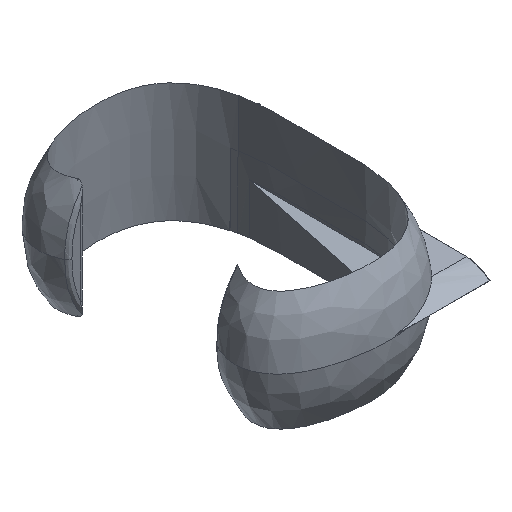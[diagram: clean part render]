
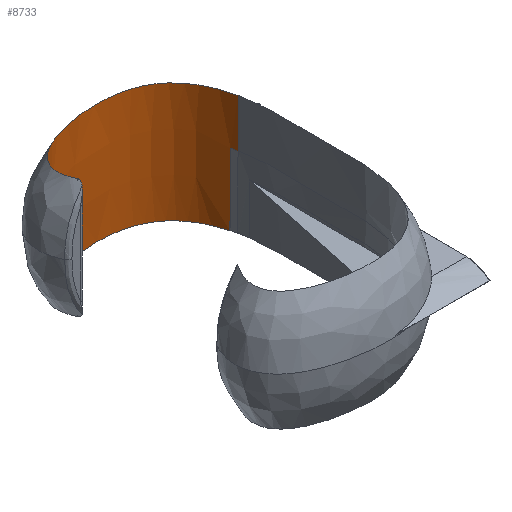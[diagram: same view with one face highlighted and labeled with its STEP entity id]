
A CAD part, isometric view. The second image highlights one B-rep face of the part: STEP entity #8733.
In plain terms, the highlighted free-form (B-spline) face has degree [3, 3] with [4, 12] control points.
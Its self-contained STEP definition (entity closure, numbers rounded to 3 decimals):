
#472=LINE('',#20542,#969);
#969=VECTOR('',#10627,10.);
#1800=FACE_OUTER_BOUND('',#2335,.T.);
#2335=EDGE_LOOP('',(#7629,#7630,#7631,#7632,#7633,#7634));
#2620=B_SPLINE_CURVE_WITH_KNOTS('',3,(#11587,#11588,#11589,#11590),
 .UNSPECIFIED.,.F.,.F.,(4,4),(0.,2.4),
 .UNSPECIFIED.);
#2628=B_SPLINE_CURVE_WITH_KNOTS('',3,(#11818,#11819,#11820,#11821,#11822,
#11823,#11824,#11825,#11826,#11827,#11828,#11829),.UNSPECIFIED.,.F.,.F.,
(4,1,1,1,1,1,1,1,1,4),(0.,0.05,0.1,0.151,
0.201,0.251,0.276,0.301,
0.326,0.351),.UNSPECIFIED.);
#3129=B_SPLINE_CURVE_WITH_KNOTS('',3,(#20365,#20366,#20367,#20368,#20369,
#20370,#20371,#20372,#20373,#20374,#20375,#20376,#20377,#20378,#20379,#20380,
#20381,#20382),.UNSPECIFIED.,.F.,.F.,(4,1,1,1,1,1,1,1,1,1,1,1,1,1,1,4),
(0.01,0.052,0.077,0.103,
0.116,0.129,0.155,0.206,
0.232,0.258,0.27,0.283,
0.296,0.309,0.335,0.351),
 .UNSPECIFIED.);
#3130=B_SPLINE_CURVE_WITH_KNOTS('',3,(#20422,#20423,#20424,#20425),
 .UNSPECIFIED.,.F.,.F.,(4,4),(0.,0.127),.UNSPECIFIED.);
#3133=B_SPLINE_CURVE_WITH_KNOTS('',3,(#20488,#20489,#20490,#20491,#20492,
#20493),.UNSPECIFIED.,.F.,.F.,(4,2,4),(0.,1.2,1.438),
 .UNSPECIFIED.);
#3279=VERTEX_POINT('',#11554);
#3280=VERTEX_POINT('',#11586);
#3284=VERTEX_POINT('',#11817);
#3954=VERTEX_POINT('',#20360);
#3955=VERTEX_POINT('',#20419);
#3956=VERTEX_POINT('',#20421);
#4100=EDGE_CURVE('',#3279,#3280,#2620,.T.);
#4108=EDGE_CURVE('',#3284,#3280,#2628,.T.);
#5195=EDGE_CURVE('',#3954,#3279,#3129,.T.);
#5197=EDGE_CURVE('',#3955,#3956,#3130,.T.);
#5203=EDGE_CURVE('',#3954,#3956,#3133,.T.);
#5204=EDGE_CURVE('',#3284,#3955,#472,.T.);
#7629=ORIENTED_EDGE('',*,*,#4100,.F.);
#7630=ORIENTED_EDGE('',*,*,#5195,.F.);
#7631=ORIENTED_EDGE('',*,*,#5203,.T.);
#7632=ORIENTED_EDGE('',*,*,#5197,.F.);
#7633=ORIENTED_EDGE('',*,*,#5204,.F.);
#7634=ORIENTED_EDGE('',*,*,#4108,.T.);
#8259=B_SPLINE_SURFACE_WITH_KNOTS('',3,3,((#20494,#20495,#20496,#20497,
#20498,#20499,#20500,#20501,#20502,#20503,#20504,#20505),(#20506,#20507,
#20508,#20509,#20510,#20511,#20512,#20513,#20514,#20515,#20516,#20517),
(#20518,#20519,#20520,#20521,#20522,#20523,#20524,#20525,#20526,#20527,
#20528,#20529),(#20530,#20531,#20532,#20533,#20534,#20535,#20536,#20537,
#20538,#20539,#20540,#20541)),.UNSPECIFIED.,.F.,.F.,.F.,(4,4),(4,1,1,1,
1,1,1,1,1,4),(-1.2,1.2),(0.,0.05,
0.1,0.151,0.201,0.251,
0.276,0.301,0.326,0.351),
 .UNSPECIFIED.);
#8733=ADVANCED_FACE('',(#1800),#8259,.T.);
#10627=DIRECTION('',(0.,0.,-1.));
#11554=CARTESIAN_POINT('',(-13.645,6.563,-12.));
#11586=CARTESIAN_POINT('',(-13.645,6.563,12.));
#11587=CARTESIAN_POINT('Ctrl Pts',(-13.645,6.563,-12.));
#11588=CARTESIAN_POINT('Ctrl Pts',(-13.645,6.563,-4.));
#11589=CARTESIAN_POINT('Ctrl Pts',(-13.645,6.563,4.));
#11590=CARTESIAN_POINT('Ctrl Pts',(-13.645,6.563,12.));
#11817=CARTESIAN_POINT('',(16.923,4.908,12.));
#11818=CARTESIAN_POINT('Ctrl Pts',(16.923,4.908,12.));
#11819=CARTESIAN_POINT('Ctrl Pts',(16.449,7.067,12.));
#11820=CARTESIAN_POINT('Ctrl Pts',(14.963,11.352,12.));
#11821=CARTESIAN_POINT('Ctrl Pts',(10.497,16.009,12.));
#11822=CARTESIAN_POINT('Ctrl Pts',(3.929,17.865,12.));
#11823=CARTESIAN_POINT('Ctrl Pts',(-3.63,17.498,12.));
#11824=CARTESIAN_POINT('Ctrl Pts',(-9.336,15.893,12.));
#11825=CARTESIAN_POINT('Ctrl Pts',(-12.569,13.893,12.));
#11826=CARTESIAN_POINT('Ctrl Pts',(-14.206,11.933,12.));
#11827=CARTESIAN_POINT('Ctrl Pts',(-14.699,9.408,12.));
#11828=CARTESIAN_POINT('Ctrl Pts',(-14.127,7.536,12.));
#11829=CARTESIAN_POINT('Ctrl Pts',(-13.645,6.563,12.));
#20360=CARTESIAN_POINT('',(16.602,6.212,-12.));
#20365=CARTESIAN_POINT('Ctrl Pts',(16.602,6.212,-12.));
#20366=CARTESIAN_POINT('Ctrl Pts',(16.116,7.976,-12.));
#20367=CARTESIAN_POINT('Ctrl Pts',(15.006,10.758,-12.));
#20368=CARTESIAN_POINT('Ctrl Pts',(12.562,13.873,-12.));
#20369=CARTESIAN_POINT('Ctrl Pts',(10.371,15.501,-12.));
#20370=CARTESIAN_POINT('Ctrl Pts',(8.355,16.447,-12.));
#20371=CARTESIAN_POINT('Ctrl Pts',(6.186,17.162,-12.));
#20372=CARTESIAN_POINT('Ctrl Pts',(2.057,17.825,-12.));
#20373=CARTESIAN_POINT('Ctrl Pts',(-3.137,17.466,-12.));
#20374=CARTESIAN_POINT('Ctrl Pts',(-7.848,16.297,-12.));
#20375=CARTESIAN_POINT('Ctrl Pts',(-10.359,15.245,-12.));
#20376=CARTESIAN_POINT('Ctrl Pts',(-12.003,14.206,-12.));
#20377=CARTESIAN_POINT('Ctrl Pts',(-13.033,13.313,-12.));
#20378=CARTESIAN_POINT('Ctrl Pts',(-13.831,12.288,-12.));
#20379=CARTESIAN_POINT('Ctrl Pts',(-14.529,10.725,-12.));
#20380=CARTESIAN_POINT('Ctrl Pts',(-14.553,8.79,-12.));
#20381=CARTESIAN_POINT('Ctrl Pts',(-13.962,7.199,-12.));
#20382=CARTESIAN_POINT('Ctrl Pts',(-13.645,6.562,-12.));
#20419=CARTESIAN_POINT('',(16.923,4.908,2.376));
#20421=CARTESIAN_POINT('',(16.622,6.139,2.383));
#20422=CARTESIAN_POINT('Ctrl Pts',(16.923,4.908,2.376));
#20423=CARTESIAN_POINT('Ctrl Pts',(16.833,5.321,2.378));
#20424=CARTESIAN_POINT('Ctrl Pts',(16.733,5.732,2.38));
#20425=CARTESIAN_POINT('Ctrl Pts',(16.622,6.139,2.383));
#20488=CARTESIAN_POINT('Ctrl Pts',(16.602,6.212,-12.));
#20489=CARTESIAN_POINT('Ctrl Pts',(16.608,6.191,-8.));
#20490=CARTESIAN_POINT('Ctrl Pts',(16.613,6.171,-4.));
#20491=CARTESIAN_POINT('Ctrl Pts',(16.62,6.147,0.794));
#20492=CARTESIAN_POINT('Ctrl Pts',(16.621,6.143,1.588));
#20493=CARTESIAN_POINT('Ctrl Pts',(16.622,6.139,2.383));
#20494=CARTESIAN_POINT('Ctrl Pts',(16.923,4.908,-12.));
#20495=CARTESIAN_POINT('Ctrl Pts',(16.449,7.067,-12.));
#20496=CARTESIAN_POINT('Ctrl Pts',(14.963,11.352,-12.));
#20497=CARTESIAN_POINT('Ctrl Pts',(10.497,16.009,-12.));
#20498=CARTESIAN_POINT('Ctrl Pts',(3.929,17.865,-12.));
#20499=CARTESIAN_POINT('Ctrl Pts',(-3.63,17.498,-12.));
#20500=CARTESIAN_POINT('Ctrl Pts',(-9.336,15.893,-12.));
#20501=CARTESIAN_POINT('Ctrl Pts',(-12.569,13.893,-12.));
#20502=CARTESIAN_POINT('Ctrl Pts',(-14.206,11.933,-12.));
#20503=CARTESIAN_POINT('Ctrl Pts',(-14.699,9.408,-12.));
#20504=CARTESIAN_POINT('Ctrl Pts',(-14.127,7.536,-12.));
#20505=CARTESIAN_POINT('Ctrl Pts',(-13.645,6.563,-12.));
#20506=CARTESIAN_POINT('Ctrl Pts',(16.923,4.908,-4.));
#20507=CARTESIAN_POINT('Ctrl Pts',(16.449,7.067,-4.));
#20508=CARTESIAN_POINT('Ctrl Pts',(14.963,11.352,-4.));
#20509=CARTESIAN_POINT('Ctrl Pts',(10.497,16.009,-4.));
#20510=CARTESIAN_POINT('Ctrl Pts',(3.929,17.865,-4.));
#20511=CARTESIAN_POINT('Ctrl Pts',(-3.63,17.498,-4.));
#20512=CARTESIAN_POINT('Ctrl Pts',(-9.336,15.893,-4.));
#20513=CARTESIAN_POINT('Ctrl Pts',(-12.569,13.893,-4.));
#20514=CARTESIAN_POINT('Ctrl Pts',(-14.206,11.933,-4.));
#20515=CARTESIAN_POINT('Ctrl Pts',(-14.699,9.408,-4.));
#20516=CARTESIAN_POINT('Ctrl Pts',(-14.127,7.536,-4.));
#20517=CARTESIAN_POINT('Ctrl Pts',(-13.645,6.563,-4.));
#20518=CARTESIAN_POINT('Ctrl Pts',(16.923,4.908,4.));
#20519=CARTESIAN_POINT('Ctrl Pts',(16.449,7.067,4.));
#20520=CARTESIAN_POINT('Ctrl Pts',(14.963,11.352,4.));
#20521=CARTESIAN_POINT('Ctrl Pts',(10.497,16.009,4.));
#20522=CARTESIAN_POINT('Ctrl Pts',(3.929,17.865,4.));
#20523=CARTESIAN_POINT('Ctrl Pts',(-3.63,17.498,4.));
#20524=CARTESIAN_POINT('Ctrl Pts',(-9.336,15.893,4.));
#20525=CARTESIAN_POINT('Ctrl Pts',(-12.569,13.893,4.));
#20526=CARTESIAN_POINT('Ctrl Pts',(-14.206,11.933,4.));
#20527=CARTESIAN_POINT('Ctrl Pts',(-14.699,9.408,4.));
#20528=CARTESIAN_POINT('Ctrl Pts',(-14.127,7.536,4.));
#20529=CARTESIAN_POINT('Ctrl Pts',(-13.645,6.563,4.));
#20530=CARTESIAN_POINT('Ctrl Pts',(16.923,4.908,12.));
#20531=CARTESIAN_POINT('Ctrl Pts',(16.449,7.067,12.));
#20532=CARTESIAN_POINT('Ctrl Pts',(14.963,11.352,12.));
#20533=CARTESIAN_POINT('Ctrl Pts',(10.497,16.009,12.));
#20534=CARTESIAN_POINT('Ctrl Pts',(3.929,17.865,12.));
#20535=CARTESIAN_POINT('Ctrl Pts',(-3.63,17.498,12.));
#20536=CARTESIAN_POINT('Ctrl Pts',(-9.336,15.893,12.));
#20537=CARTESIAN_POINT('Ctrl Pts',(-12.569,13.893,12.));
#20538=CARTESIAN_POINT('Ctrl Pts',(-14.206,11.933,12.));
#20539=CARTESIAN_POINT('Ctrl Pts',(-14.699,9.408,12.));
#20540=CARTESIAN_POINT('Ctrl Pts',(-14.127,7.536,12.));
#20541=CARTESIAN_POINT('Ctrl Pts',(-13.645,6.563,12.));
#20542=CARTESIAN_POINT('',(16.923,4.908,0.));
